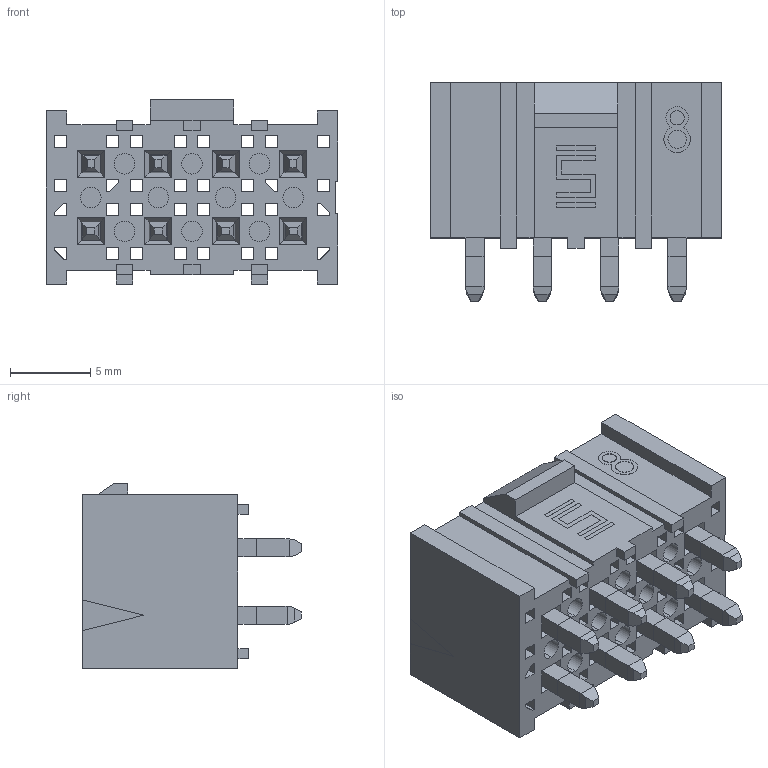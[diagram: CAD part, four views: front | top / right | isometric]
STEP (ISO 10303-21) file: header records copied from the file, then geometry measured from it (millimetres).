
FILE_DESCRIPTION (( 'STEP AP203' ), '1' );
FILE_NAME ('IPBT-104-H1-X-D.step', '2005-12-10T18:19:56', ( ' ' ), ( ' ' ), 'SwSTEP 2.0', 'SolidWorks 2005235', '' );
FILE_SCHEMA (( 'CONFIG_CONTROL_DESIGN' ));
Length unit declared in the file: inch
Products named in the file (3): IPBT-104-H1-D-XX_Customer Model; IPBT-104-H1-X-D; IPBT-T-1S55-X_-01 straight
Assembly tree (9 placements, depth 2):
  IPBT-104-H1-X-D
    IPBT-T-1S55-X_-01 straight  x8
    IPBT-104-H1-D-XX_Customer Model
Bounding box: 18.1 x 13.59 x 11.46 mm (x, y, z)
Volume: 913.7 mm3; surface area: 2646.5 mm2
Topology: 9 solids, 9 shells, 679 faces, 1737 edges, 1068 vertices
Faces by surface type: plane 649, cylinder 30
Entity records: 15326 total; most frequent: CARTESIAN_POINT 2586, ORIENTED_EDGE 2578, DIRECTION 2367, EDGE_CURVE 1289, VECTOR 1229, LINE 1229, VERTEX_POINT 788, EDGE_LOOP 569
